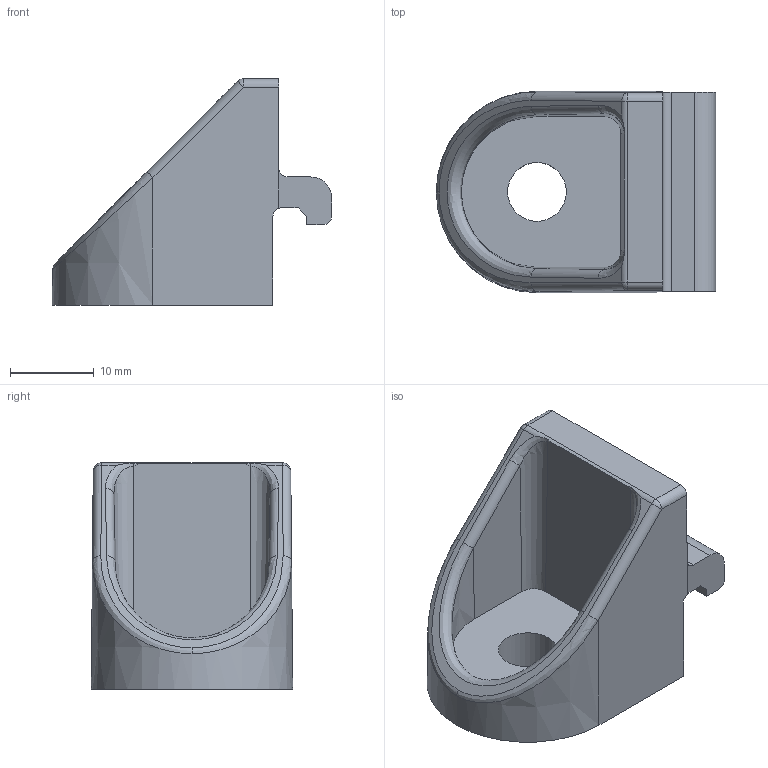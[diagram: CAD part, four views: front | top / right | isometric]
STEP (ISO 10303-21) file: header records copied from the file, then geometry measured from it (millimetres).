
FILE_DESCRIPTION(/* description */ ('Klemmwinkel 30'),/* implementation_level */ '2;1');
FILE_NAME(/* name */ 'Syskomp 262311500 Klemmwinkel 30.stp',/* time_stamp */ '2015-09-30T10:47:32+02:00',/* author */ ('mstrom'),/* organization */ (''),/* preprocessor_version */ 'ST-DEVELOPER v15.2',/* originating_system */ 'Autodesk Inventor 2014',/* authorisation */ '');
FILE_SCHEMA (('AUTOMOTIVE_DESIGN { 1 0 10303 214 3 1 1 }'));
Length unit declared in the file: millimetre
Products named in the file (1): 262311500 Klemmwinkel 30
Bounding box: 33.3 x 24 x 27 mm (x, y, z)
Volume: 7125.7 mm3; surface area: 4078.9 mm2
Topology: 1 solids, 1 shells, 46 faces, 118 edges, 74 vertices
Faces by surface type: plane 21, cylinder 12, bspline 7, cone 4, sphere 2
Full cylindrical faces by diameter (mm): 7 x1
Entity records: 2055 total; most frequent: CARTESIAN_POINT 938, ORIENTED_EDGE 234, DIRECTION 216, EDGE_CURVE 117, AXIS2_PLACEMENT_3D 75, VERTEX_POINT 74, LINE 66, VECTOR 66
